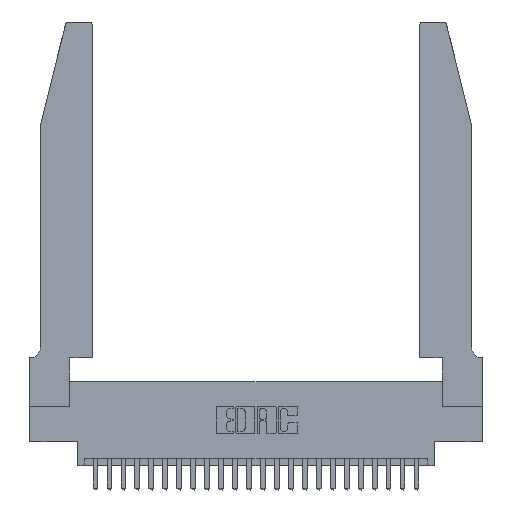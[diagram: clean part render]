
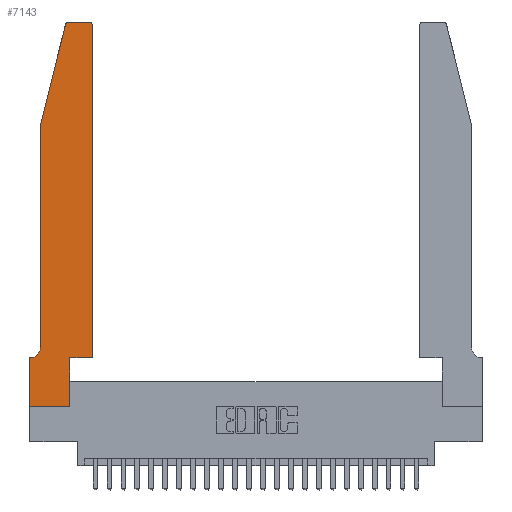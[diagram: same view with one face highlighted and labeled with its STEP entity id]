
A CAD part, top view. The second image highlights one B-rep face of the part: STEP entity #7143.
In plain terms, the highlighted planar face has unit normal (0, 0, 1).
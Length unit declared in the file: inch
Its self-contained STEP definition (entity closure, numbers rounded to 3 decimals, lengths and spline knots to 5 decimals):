
#204 = VERTEX_POINT ( 'NONE', #14445 ) ;
#210 = EDGE_CURVE ( 'NONE', #24754, #12669, #529, .T. ) ;
#529 = LINE ( 'NONE', #11307, #20883 ) ;
#1017 = FACE_OUTER_BOUND ( 'NONE', #13828, .T. ) ;
#2135 = EDGE_CURVE ( 'NONE', #7602, #24754, #2212, .T. ) ;
#2212 = LINE ( 'NONE', #21414, #23176 ) ;
#2742 = CIRCLE ( 'NONE', #11562, 0.03 ) ;
#2880 = DIRECTION ( 'NONE',  ( -0.239, -0.971, 0. ) ) ;
#2968 = EDGE_CURVE ( 'NONE', #12669, #10760, #8280, .T. ) ;
#2995 = ORIENTED_EDGE ( 'NONE', *, *, #11733, .T. ) ;
#3823 = VERTEX_POINT ( 'NONE', #8625 ) ;
#4052 = PLANE ( 'NONE',  #24125 ) ;
#4313 = VECTOR ( 'NONE', #9228, 39.37008 ) ;
#5022 = ORIENTED_EDGE ( 'NONE', *, *, #19480, .T. ) ;
#5056 = DIRECTION ( 'NONE',  ( 0., 1., 0. ) ) ;
#5613 = EDGE_CURVE ( 'NONE', #23846, #3823, #17074, .T. ) ;
#6131 = DIRECTION ( 'NONE',  ( 1., 0., 0. ) ) ;
#6810 = DIRECTION ( 'NONE',  ( 0., 0., 1. ) ) ;
#7143 = ADVANCED_FACE ( 'NONE', ( #1017 ), #4052, .T. ) ;
#7266 = DIRECTION ( 'NONE',  ( 1., 0., 0. ) ) ;
#7332 = CARTESIAN_POINT ( 'NONE',  ( 0.284, 2.72, 0.37 ) ) ;
#7381 = CARTESIAN_POINT ( 'NONE',  ( 0.25487, 2.72718, 0.37 ) ) ;
#7554 = LINE ( 'NONE', #15863, #11723 ) ;
#7602 = VERTEX_POINT ( 'NONE', #17912 ) ;
#7651 = CARTESIAN_POINT ( 'NONE',  ( 0.0755, 2., 0.37 ) ) ;
#7771 = VERTEX_POINT ( 'NONE', #8262 ) ;
#8262 = CARTESIAN_POINT ( 'NONE',  ( 0.0755, 0.42, 0.37 ) ) ;
#8280 = LINE ( 'NONE', #14010, #18400 ) ;
#8625 = CARTESIAN_POINT ( 'NONE',  ( 0., 0.35, 0.37 ) ) ;
#9065 = CIRCLE ( 'NONE', #23123, 0.03 ) ;
#9228 = DIRECTION ( 'NONE',  ( -1., 0., 0. ) ) ;
#9378 = DIRECTION ( 'NONE',  ( 1., 0., 0. ) ) ;
#9426 = DIRECTION ( 'NONE',  ( 0., -1., 0. ) ) ;
#9442 = ORIENTED_EDGE ( 'NONE', *, *, #210, .T. ) ;
#9793 = DIRECTION ( 'NONE',  ( 0., -1., 0. ) ) ;
#10233 = DIRECTION ( 'NONE',  ( 0., 0., -1. ) ) ;
#10258 = ORIENTED_EDGE ( 'NONE', *, *, #11887, .T. ) ;
#10725 = ORIENTED_EDGE ( 'NONE', *, *, #2135, .T. ) ;
#10760 = VERTEX_POINT ( 'NONE', #18259 ) ;
#11307 = CARTESIAN_POINT ( 'NONE',  ( 0.2865, 0.35, 0.37 ) ) ;
#11308 = CARTESIAN_POINT ( 'NONE',  ( 0.2605, 2.75, 0.37 ) ) ;
#11433 = ORIENTED_EDGE ( 'NONE', *, *, #18297, .T. ) ;
#11562 = AXIS2_PLACEMENT_3D ( 'NONE', #18953, #6810, #20951 ) ;
#11694 = VECTOR ( 'NONE', #19570, 39.37008 ) ;
#11723 = VECTOR ( 'NONE', #9793, 39.37008 ) ;
#11733 = EDGE_CURVE ( 'NONE', #3823, #7602, #7554, .T. ) ;
#11887 = EDGE_CURVE ( 'NONE', #7771, #23846, #19278, .T. ) ;
#11966 = DIRECTION ( 'NONE',  ( 1., 0., 0. ) ) ;
#12119 = VERTEX_POINT ( 'NONE', #16988 ) ;
#12475 = ORIENTED_EDGE ( 'NONE', *, *, #25808, .T. ) ;
#12669 = VERTEX_POINT ( 'NONE', #16606 ) ;
#13031 = VECTOR ( 'NONE', #24177, 39.37008 ) ;
#13092 = CARTESIAN_POINT ( 'NONE',  ( 0.0755, 2., 0.37 ) ) ;
#13204 = CARTESIAN_POINT ( 'NONE',  ( 0.0055, 0.35, 0.37 ) ) ;
#13561 = CARTESIAN_POINT ( 'NONE',  ( 0.0755, 2., 0.37 ) ) ;
#13828 = EDGE_LOOP ( 'NONE', ( #17709, #18748, #12475, #22901, #10258, #24827, #2995, #10725, #9442, #19273, #11433, #5022 ) ) ;
#14010 = CARTESIAN_POINT ( 'NONE',  ( 0.4505, 0.35, 0.37 ) ) ;
#14445 = CARTESIAN_POINT ( 'NONE',  ( 0.284, 2.75, 0.37 ) ) ;
#14629 = EDGE_CURVE ( 'NONE', #204, #16908, #9065, .T. ) ;
#15221 = LINE ( 'NONE', #11308, #4313 ) ;
#15284 = EDGE_CURVE ( 'NONE', #23403, #7771, #15409, .T. ) ;
#15409 = LINE ( 'NONE', #13561, #22594 ) ;
#15863 = CARTESIAN_POINT ( 'NONE',  ( 0., 0., 0.37 ) ) ;
#16219 = CARTESIAN_POINT ( 'NONE',  ( 0.4505, 0.35, 0.37 ) ) ;
#16288 = CARTESIAN_POINT ( 'NONE',  ( 0., 0.35, 0.37 ) ) ;
#16606 = CARTESIAN_POINT ( 'NONE',  ( 0.2865, 0.35, 0.37 ) ) ;
#16908 = VERTEX_POINT ( 'NONE', #7381 ) ;
#16988 = CARTESIAN_POINT ( 'NONE',  ( 0.4505, 2.72, 0.37 ) ) ;
#17074 = LINE ( 'NONE', #21588, #11694 ) ;
#17698 = LINE ( 'NONE', #13092, #22401 ) ;
#17709 = ORIENTED_EDGE ( 'NONE', *, *, #25891, .T. ) ;
#17912 = CARTESIAN_POINT ( 'NONE',  ( 0., 0., 0.37 ) ) ;
#18259 = CARTESIAN_POINT ( 'NONE',  ( 0.4505, 0.35, 0.37 ) ) ;
#18289 = DIRECTION ( 'NONE',  ( 0., 0., 1. ) ) ;
#18297 = EDGE_CURVE ( 'NONE', #10760, #12119, #19598, .T. ) ;
#18400 = VECTOR ( 'NONE', #11966, 39.37008 ) ;
#18748 = ORIENTED_EDGE ( 'NONE', *, *, #14629, .T. ) ;
#18953 = CARTESIAN_POINT ( 'NONE',  ( 0.4205, 2.72, 0.37 ) ) ;
#19273 = ORIENTED_EDGE ( 'NONE', *, *, #2968, .T. ) ;
#19278 = CIRCLE ( 'NONE', #22878, 0.07 ) ;
#19480 = EDGE_CURVE ( 'NONE', #12119, #22709, #2742, .T. ) ;
#19570 = DIRECTION ( 'NONE',  ( -1., 0., 0. ) ) ;
#19598 = LINE ( 'NONE', #16219, #13031 ) ;
#20883 = VECTOR ( 'NONE', #5056, 39.37008 ) ;
#20951 = DIRECTION ( 'NONE',  ( 1., 0., 0. ) ) ;
#21414 = CARTESIAN_POINT ( 'NONE',  ( 0., 0., 0.37 ) ) ;
#21469 = DIRECTION ( 'NONE',  ( 0., 0., 1. ) ) ;
#21588 = CARTESIAN_POINT ( 'NONE',  ( 0.0755, 0.35, 0.37 ) ) ;
#22317 = CARTESIAN_POINT ( 'NONE',  ( 0.0055, 0.42, 0.37 ) ) ;
#22343 = CARTESIAN_POINT ( 'NONE',  ( 0.2865, 0., 0.37 ) ) ;
#22401 = VECTOR ( 'NONE', #2880, 39.37008 ) ;
#22594 = VECTOR ( 'NONE', #9426, 39.37008 ) ;
#22709 = VERTEX_POINT ( 'NONE', #25596 ) ;
#22878 = AXIS2_PLACEMENT_3D ( 'NONE', #22317, #10233, #24329 ) ;
#22901 = ORIENTED_EDGE ( 'NONE', *, *, #15284, .T. ) ;
#23123 = AXIS2_PLACEMENT_3D ( 'NONE', #7332, #21469, #9378 ) ;
#23176 = VECTOR ( 'NONE', #7266, 39.37008 ) ;
#23403 = VERTEX_POINT ( 'NONE', #7651 ) ;
#23846 = VERTEX_POINT ( 'NONE', #13204 ) ;
#24125 = AXIS2_PLACEMENT_3D ( 'NONE', #16288, #18289, #6131 ) ;
#24177 = DIRECTION ( 'NONE',  ( 0., 1., 0. ) ) ;
#24329 = DIRECTION ( 'NONE',  ( -1., 0., 0. ) ) ;
#24754 = VERTEX_POINT ( 'NONE', #22343 ) ;
#24827 = ORIENTED_EDGE ( 'NONE', *, *, #5613, .T. ) ;
#25596 = CARTESIAN_POINT ( 'NONE',  ( 0.4205, 2.75, 0.37 ) ) ;
#25808 = EDGE_CURVE ( 'NONE', #16908, #23403, #17698, .T. ) ;
#25891 = EDGE_CURVE ( 'NONE', #22709, #204, #15221, .T. ) ;
